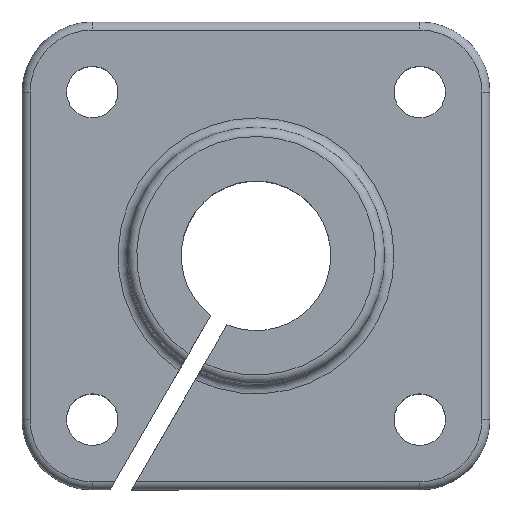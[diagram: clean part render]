
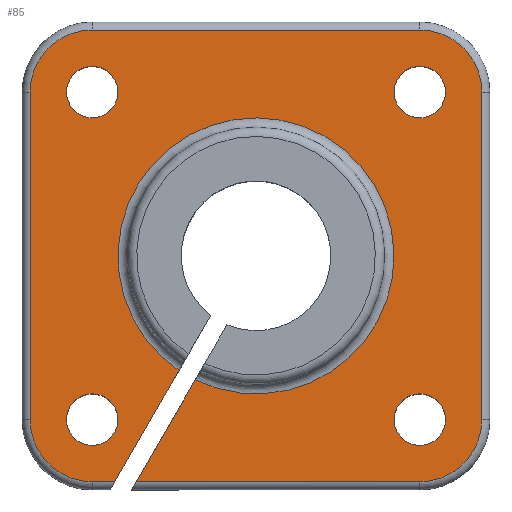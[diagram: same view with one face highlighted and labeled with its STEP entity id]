
A CAD part, top view. The second image highlights one B-rep face of the part: STEP entity #85.
In plain terms, the highlighted planar face has unit normal (0, 0, 1).
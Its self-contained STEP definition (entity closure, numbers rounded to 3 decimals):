
#85 = ADVANCED_FACE( '', ( #196, #197, #198, #199, #200 ), #201, .T. );
#196 = FACE_BOUND( '', #335, .T. );
#197 = FACE_BOUND( '', #336, .T. );
#198 = FACE_OUTER_BOUND( '', #337, .T. );
#199 = FACE_BOUND( '', #338, .T. );
#200 = FACE_BOUND( '', #339, .T. );
#201 = PLANE( '', #340 );
#335 = EDGE_LOOP( '', ( #527 ) );
#336 = EDGE_LOOP( '', ( #528 ) );
#337 = EDGE_LOOP( '', ( #529, #530, #531, #532, #533, #534, #535, #536, #537, #538, #539, #540 ) );
#338 = EDGE_LOOP( '', ( #541 ) );
#339 = EDGE_LOOP( '', ( #542 ) );
#340 = AXIS2_PLACEMENT_3D( '', #543, #544, #545 );
#527 = ORIENTED_EDGE( '', *, *, #797, .F. );
#528 = ORIENTED_EDGE( '', *, *, #786, .F. );
#529 = ORIENTED_EDGE( '', *, *, #767, .F. );
#530 = ORIENTED_EDGE( '', *, *, #798, .T. );
#531 = ORIENTED_EDGE( '', *, *, #799, .T. );
#532 = ORIENTED_EDGE( '', *, *, #800, .T. );
#533 = ORIENTED_EDGE( '', *, *, #780, .F. );
#534 = ORIENTED_EDGE( '', *, *, #801, .T. );
#535 = ORIENTED_EDGE( '', *, *, #802, .F. );
#536 = ORIENTED_EDGE( '', *, *, #803, .T. );
#537 = ORIENTED_EDGE( '', *, *, #756, .F. );
#538 = ORIENTED_EDGE( '', *, *, #784, .T. );
#539 = ORIENTED_EDGE( '', *, *, #804, .F. );
#540 = ORIENTED_EDGE( '', *, *, #805, .T. );
#541 = ORIENTED_EDGE( '', *, *, #806, .F. );
#542 = ORIENTED_EDGE( '', *, *, #807, .F. );
#543 = CARTESIAN_POINT( '', ( 0., 0., 12. ) );
#544 = DIRECTION( '', ( 0., 0., 1. ) );
#545 = DIRECTION( '', ( 1., 0., 0. ) );
#756 = EDGE_CURVE( '', #893, #895, #896, .F. );
#767 = EDGE_CURVE( '', #910, #913, #914, .T. );
#780 = EDGE_CURVE( '', #932, #928, #934, .T. );
#784 = EDGE_CURVE( '', #893, #938, #940, .T. );
#786 = EDGE_CURVE( '', #942, #942, #943, .T. );
#797 = EDGE_CURVE( '', #959, #959, #960, .T. );
#798 = EDGE_CURVE( '', #910, #961, #962, .T. );
#799 = EDGE_CURVE( '', #961, #963, #964, .T. );
#800 = EDGE_CURVE( '', #963, #928, #965, .T. );
#801 = EDGE_CURVE( '', #932, #966, #967, .T. );
#802 = EDGE_CURVE( '', #968, #966, #969, .T. );
#803 = EDGE_CURVE( '', #968, #895, #970, .T. );
#804 = EDGE_CURVE( '', #971, #938, #972, .F. );
#805 = EDGE_CURVE( '', #971, #913, #973, .T. );
#806 = EDGE_CURVE( '', #974, #974, #975, .T. );
#807 = EDGE_CURVE( '', #976, #976, #977, .T. );
#893 = VERTEX_POINT( '', #1077 );
#895 = VERTEX_POINT( '', #1079 );
#896 = LINE( '', #1080, #1081 );
#910 = VERTEX_POINT( '', #1097 );
#913 = VERTEX_POINT( '', #1100 );
#914 = LINE( '', #1101, #1102 );
#928 = VERTEX_POINT( '', #1119 );
#932 = VERTEX_POINT( '', #1124 );
#934 = LINE( '', #1126, #1127 );
#938 = VERTEX_POINT( '', #1131 );
#940 = CIRCLE( '', #1133, 6.641 );
#942 = VERTEX_POINT( '', #1135 );
#943 = CIRCLE( '', #1136, 2.75 );
#959 = VERTEX_POINT( '', #1157 );
#960 = CIRCLE( '', #1158, 2.75 );
#961 = VERTEX_POINT( '', #1159 );
#962 = LINE( '', #1160, #1161 );
#963 = VERTEX_POINT( '', #1162 );
#964 = CIRCLE( '', #1163, 14.75 );
#965 = LINE( '', #1164, #1165 );
#966 = VERTEX_POINT( '', #1166 );
#967 = CIRCLE( '', #1167, 6.641 );
#968 = VERTEX_POINT( '', #1168 );
#969 = LINE( '', #1169, #1170 );
#970 = CIRCLE( '', #1171, 6.641 );
#971 = VERTEX_POINT( '', #1172 );
#972 = LINE( '', #1173, #1174 );
#973 = CIRCLE( '', #1175, 6.641 );
#974 = VERTEX_POINT( '', #1176 );
#975 = CIRCLE( '', #1177, 2.75 );
#976 = VERTEX_POINT( '', #1178 );
#977 = CIRCLE( '', #1179, 2.75 );
#1077 = CARTESIAN_POINT( '', ( -17.5, 49.141, 12. ) );
#1079 = CARTESIAN_POINT( '', ( 17.5, 49.141, 12. ) );
#1080 = CARTESIAN_POINT( '', ( 50., 49.141, 12. ) );
#1081 = VECTOR( '', #1313, 1000. );
#1097 = CARTESIAN_POINT( '', ( -15.093, 0.859, 12. ) );
#1100 = CARTESIAN_POINT( '', ( -17.5, 0.859, 12. ) );
#1101 = CARTESIAN_POINT( '', ( 50., 0.859, 12. ) );
#1102 = VECTOR( '', #1331, 1000. );
#1119 = CARTESIAN_POINT( '', ( -12.783, 0.859, 12. ) );
#1124 = CARTESIAN_POINT( '', ( 17.5, 0.859, 12. ) );
#1126 = CARTESIAN_POINT( '', ( 50., 0.859, 12. ) );
#1127 = VECTOR( '', #1351, 1000. );
#1131 = CARTESIAN_POINT( '', ( -24.141, 42.5, 12. ) );
#1133 = AXIS2_PLACEMENT_3D( '', #1358, #1359, #1360 );
#1135 = CARTESIAN_POINT( '', ( 20.25, 7.5, 12. ) );
#1136 = AXIS2_PLACEMENT_3D( '', #1361, #1362, #1363 );
#1157 = CARTESIAN_POINT( '', ( 20.25, 42.5, 12. ) );
#1158 = AXIS2_PLACEMENT_3D( '', #1375, #1376, #1377 );
#1159 = CARTESIAN_POINT( '', ( -8.224, 12.756, 12. ) );
#1160 = CARTESIAN_POINT( '', ( -11.691, 6.75, 12. ) );
#1161 = VECTOR( '', #1378, 1000. );
#1162 = CARTESIAN_POINT( '', ( -6.492, 11.756, 12. ) );
#1163 = AXIS2_PLACEMENT_3D( '', #1379, #1380, #1381 );
#1164 = CARTESIAN_POINT( '', ( -9.959, 5.75, 12. ) );
#1165 = VECTOR( '', #1382, 1000. );
#1166 = CARTESIAN_POINT( '', ( 24.141, 7.5, 12. ) );
#1167 = AXIS2_PLACEMENT_3D( '', #1383, #1384, #1385 );
#1168 = CARTESIAN_POINT( '', ( 24.141, 42.5, 12. ) );
#1169 = CARTESIAN_POINT( '', ( 24.141, 75., 12. ) );
#1170 = VECTOR( '', #1386, 1000. );
#1171 = AXIS2_PLACEMENT_3D( '', #1387, #1388, #1389 );
#1172 = CARTESIAN_POINT( '', ( -24.141, 7.5, 12. ) );
#1173 = CARTESIAN_POINT( '', ( -24.141, 75., 12. ) );
#1174 = VECTOR( '', #1390, 1000. );
#1175 = AXIS2_PLACEMENT_3D( '', #1391, #1392, #1393 );
#1176 = CARTESIAN_POINT( '', ( -14.75, 7.5, 12. ) );
#1177 = AXIS2_PLACEMENT_3D( '', #1394, #1395, #1396 );
#1178 = CARTESIAN_POINT( '', ( -14.75, 42.5, 12. ) );
#1179 = AXIS2_PLACEMENT_3D( '', #1397, #1398, #1399 );
#1313 = DIRECTION( '', ( -1., 0., 0. ) );
#1331 = DIRECTION( '', ( -1., 0., 0. ) );
#1351 = DIRECTION( '', ( -1., 0., 0. ) );
#1358 = CARTESIAN_POINT( '', ( -17.5, 42.5, 12. ) );
#1359 = DIRECTION( '', ( 0., 0., 1. ) );
#1360 = DIRECTION( '', ( 1., 0., 0. ) );
#1361 = CARTESIAN_POINT( '', ( 17.5, 7.5, 12. ) );
#1362 = DIRECTION( '', ( 0., 0., 1. ) );
#1363 = DIRECTION( '', ( 1., 0., 0. ) );
#1375 = CARTESIAN_POINT( '', ( 17.5, 42.5, 12. ) );
#1376 = DIRECTION( '', ( 0., 0., 1. ) );
#1377 = DIRECTION( '', ( 1., 0., 0. ) );
#1378 = DIRECTION( '', ( 0.5, 0.866, 0. ) );
#1379 = CARTESIAN_POINT( '', ( 0., 25., 12. ) );
#1380 = DIRECTION( '', ( 0., 0., -1. ) );
#1381 = DIRECTION( '', ( -1., 0., 0. ) );
#1382 = DIRECTION( '', ( -0.5, -0.866, 0. ) );
#1383 = CARTESIAN_POINT( '', ( 17.5, 7.5, 12. ) );
#1384 = DIRECTION( '', ( 0., 0., 1. ) );
#1385 = DIRECTION( '', ( 1., 0., 0. ) );
#1386 = DIRECTION( '', ( 0., -1., 0. ) );
#1387 = CARTESIAN_POINT( '', ( 17.5, 42.5, 12. ) );
#1388 = DIRECTION( '', ( 0., 0., 1. ) );
#1389 = DIRECTION( '', ( 1., 0., 0. ) );
#1390 = DIRECTION( '', ( 0., -1., 0. ) );
#1391 = CARTESIAN_POINT( '', ( -17.5, 7.5, 12. ) );
#1392 = DIRECTION( '', ( 0., 0., 1. ) );
#1393 = DIRECTION( '', ( 1., 0., 0. ) );
#1394 = CARTESIAN_POINT( '', ( -17.5, 7.5, 12. ) );
#1395 = DIRECTION( '', ( 0., 0., 1. ) );
#1396 = DIRECTION( '', ( 1., 0., 0. ) );
#1397 = CARTESIAN_POINT( '', ( -17.5, 42.5, 12. ) );
#1398 = DIRECTION( '', ( 0., 0., 1. ) );
#1399 = DIRECTION( '', ( 1., 0., 0. ) );
